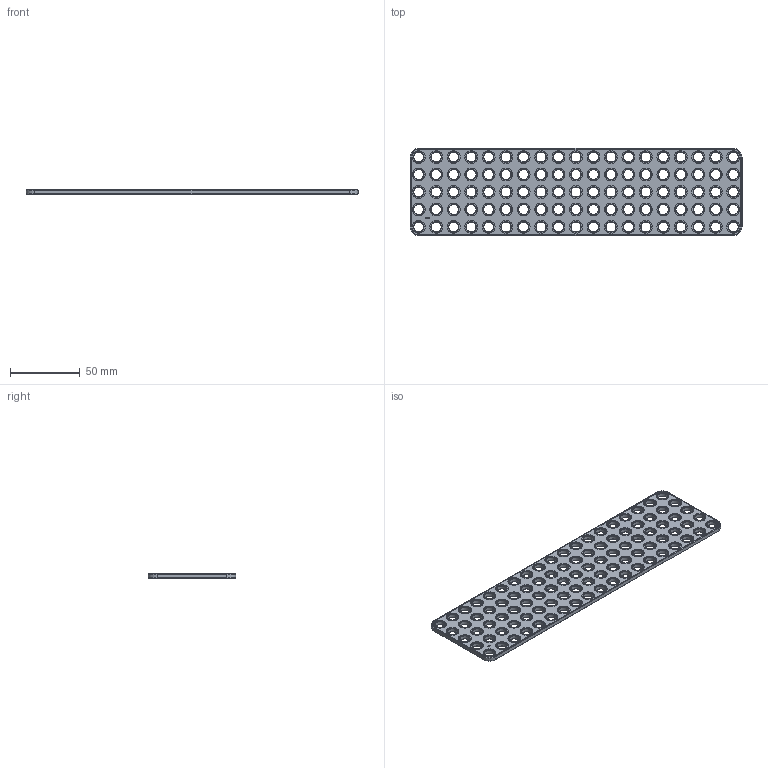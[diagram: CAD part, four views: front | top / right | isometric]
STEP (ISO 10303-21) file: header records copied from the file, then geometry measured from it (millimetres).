
FILE_DESCRIPTION(('FreeCAD Model'),'2;1');
FILE_NAME('Open CASCADE Shape Model','2024-10-09T00:13:11',(''),(''), 'Open CASCADE STEP processor 7.7','FreeCAD','Unknown');
FILE_SCHEMA(('AUTOMOTIVE_DESIGN { 1 0 10303 214 1 1 1 1 }'));
Length unit declared in the file: millimetre
Products named in the file (1): Plate RCT CRNR BU19x05x00.25 - SPN-PLT-0224 (stemfie.org)
Bounding box: 237.5 x 62.5 x 3.12 mm (x, y, z)
Volume: 33005.3 mm3; surface area: 30426.1 mm2
Topology: 1 solids, 1 shells, 947 faces, 2248 edges, 1430 vertices
Faces by surface type: plane 429, cylinder 198, cone 198, extrusion 122
Full cylindrical faces by diameter (mm): 7 x95, 9.2 x95
Entity records: 27936 total; most frequent: CARTESIAN_POINT 5620, ORIENTED_EDGE 4496, DIRECTION 4372, EDGE_CURVE 2248, VECTOR 1532, VERTEX_POINT 1430, AXIS2_PLACEMENT_3D 1420, LINE 1410
